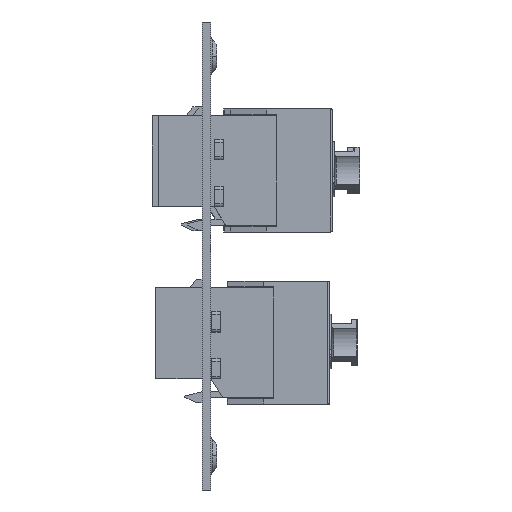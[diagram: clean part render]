
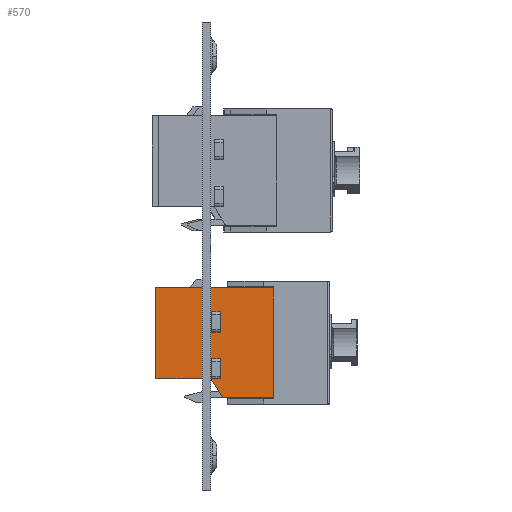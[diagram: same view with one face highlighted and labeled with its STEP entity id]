
A CAD part, left-side view. The second image highlights one B-rep face of the part: STEP entity #570.
In plain terms, the highlighted face is planar.
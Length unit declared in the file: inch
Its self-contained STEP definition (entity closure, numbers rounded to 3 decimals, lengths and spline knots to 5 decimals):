
#206 = DIRECTION ( 'NONE',  ( 0., -1., 0. ) ) ;
#484 = DIRECTION ( 'NONE',  ( 0., 1., 0. ) ) ;
#485 = ORIENTED_EDGE ( 'NONE', *, *, #17039, .F. ) ;
#491 = VERTEX_POINT ( 'NONE', #15002 ) ;
#548 = LINE ( 'NONE', #7915, #15113 ) ;
#570 = ADVANCED_FACE ( 'NONE', ( #6126, #12801, #20464 ), #5526, .F. ) ;
#748 = DIRECTION ( 'NONE',  ( 0., 0., 1. ) ) ;
#769 = VERTEX_POINT ( 'NONE', #9416 ) ;
#1069 = EDGE_CURVE ( 'NONE', #13701, #12756, #13139, .T. ) ;
#1316 = DIRECTION ( 'NONE',  ( 0., 0., -1. ) ) ;
#1337 = CARTESIAN_POINT ( 'NONE',  ( 0.285, 0.442, 0.868 ) ) ;
#1385 = EDGE_CURVE ( 'NONE', #769, #491, #19993, .T. ) ;
#1437 = ORIENTED_EDGE ( 'NONE', *, *, #1069, .F. ) ;
#1494 = EDGE_CURVE ( 'NONE', #9420, #13701, #19723, .T. ) ;
#1539 = CARTESIAN_POINT ( 'NONE',  ( 0.285, -0.149, 0.385 ) ) ;
#2420 = VECTOR ( 'NONE', #1316, 39.37008 ) ;
#3038 = CARTESIAN_POINT ( 'NONE',  ( 0.285, 0.314, 0. ) ) ;
#3101 = EDGE_CURVE ( 'NONE', #21532, #15371, #11717, .T. ) ;
#3102 = ORIENTED_EDGE ( 'NONE', *, *, #13487, .T. ) ;
#3770 = DIRECTION ( 'NONE',  ( 0., 0.848, 0.53 ) ) ;
#3840 = VECTOR ( 'NONE', #748, 39.37008 ) ;
#4217 = CARTESIAN_POINT ( 'NONE',  ( 0.285, 0.314, 0.382 ) ) ;
#4429 = ORIENTED_EDGE ( 'NONE', *, *, #11705, .F. ) ;
#4983 = ORIENTED_EDGE ( 'NONE', *, *, #1385, .F. ) ;
#5149 = CARTESIAN_POINT ( 'NONE',  ( 0.285, -0.01, 0.385 ) ) ;
#5526 = PLANE ( 'NONE',  #16614 ) ;
#6017 = VERTEX_POINT ( 'NONE', #8465 ) ;
#6126 = FACE_BOUND ( 'NONE', #6873, .T. ) ;
#6156 = LINE ( 'NONE', #3038, #16802 ) ;
#6168 = DIRECTION ( 'NONE',  ( 0., 0., 1. ) ) ;
#6393 = VECTOR ( 'NONE', #206, 39.37008 ) ;
#6655 = LINE ( 'NONE', #10384, #6393 ) ;
#6873 = EDGE_LOOP ( 'NONE', ( #13769, #4429, #7728, #15549 ) ) ;
#6938 = EDGE_CURVE ( 'NONE', #18854, #9420, #7254, .T. ) ;
#6945 = CARTESIAN_POINT ( 'NONE',  ( 0.285, -0.01, 0.445 ) ) ;
#7240 = DIRECTION ( 'NONE',  ( -1., 0., 0. ) ) ;
#7254 = LINE ( 'NONE', #17676, #20294 ) ;
#7339 = CARTESIAN_POINT ( 'NONE',  ( 0.285, -0.314, 0.382 ) ) ;
#7475 = LINE ( 'NONE', #15367, #11504 ) ;
#7569 = CARTESIAN_POINT ( 'NONE',  ( 0.285, 0.175, 0.445 ) ) ;
#7728 = ORIENTED_EDGE ( 'NONE', *, *, #8054, .F. ) ;
#7915 = CARTESIAN_POINT ( 'NONE',  ( 0.285, 0.175, 0.385 ) ) ;
#8054 = EDGE_CURVE ( 'NONE', #17880, #9156, #6655, .T. ) ;
#8465 = CARTESIAN_POINT ( 'NONE',  ( 0.285, 0.175, 0.385 ) ) ;
#8582 = VECTOR ( 'NONE', #8668, 39.37008 ) ;
#8668 = DIRECTION ( 'NONE',  ( 0., -1., 0. ) ) ;
#8732 = EDGE_CURVE ( 'NONE', #6017, #13474, #16729, .T. ) ;
#8751 = DIRECTION ( 'NONE',  ( 0., 0., -1. ) ) ;
#8972 = DIRECTION ( 'NONE',  ( 0., -1., 0. ) ) ;
#9017 = DIRECTION ( 'NONE',  ( 0., 1., 0. ) ) ;
#9026 = VECTOR ( 'NONE', #8751, 39.37008 ) ;
#9044 = EDGE_CURVE ( 'NONE', #21532, #18083, #9518, .T. ) ;
#9156 = VERTEX_POINT ( 'NONE', #7569 ) ;
#9416 = CARTESIAN_POINT ( 'NONE',  ( 0.285, 0.314, 0.382 ) ) ;
#9420 = VERTEX_POINT ( 'NONE', #5149 ) ;
#9518 = LINE ( 'NONE', #17139, #21750 ) ;
#10204 = DIRECTION ( 'NONE',  ( 0., 1., 0. ) ) ;
#10362 = ORIENTED_EDGE ( 'NONE', *, *, #6938, .F. ) ;
#10384 = CARTESIAN_POINT ( 'NONE',  ( 0.285, 0.314, 0.445 ) ) ;
#10653 = CARTESIAN_POINT ( 'NONE',  ( 0.285, 0.314, 0.445 ) ) ;
#11013 = DIRECTION ( 'NONE',  ( 0., 0., -1. ) ) ;
#11348 = EDGE_CURVE ( 'NONE', #769, #14926, #16464, .T. ) ;
#11504 = VECTOR ( 'NONE', #13556, 39.37008 ) ;
#11705 = EDGE_CURVE ( 'NONE', #9156, #6017, #548, .T. ) ;
#11717 = LINE ( 'NONE', #7339, #9026 ) ;
#11771 = VECTOR ( 'NONE', #6168, 39.37008 ) ;
#12756 = VERTEX_POINT ( 'NONE', #13752 ) ;
#12801 = FACE_OUTER_BOUND ( 'NONE', #20263, .T. ) ;
#12852 = ORIENTED_EDGE ( 'NONE', *, *, #14060, .T. ) ;
#13139 = LINE ( 'NONE', #6945, #8582 ) ;
#13315 = ORIENTED_EDGE ( 'NONE', *, *, #9044, .F. ) ;
#13474 = VERTEX_POINT ( 'NONE', #14172 ) ;
#13487 = EDGE_CURVE ( 'NONE', #14926, #18083, #13919, .T. ) ;
#13556 = DIRECTION ( 'NONE',  ( 0., 0., 1. ) ) ;
#13633 = DIRECTION ( 'NONE',  ( 0., 1., 0. ) ) ;
#13701 = VERTEX_POINT ( 'NONE', #20357 ) ;
#13752 = CARTESIAN_POINT ( 'NONE',  ( 0.285, -0.149, 0.445 ) ) ;
#13769 = ORIENTED_EDGE ( 'NONE', *, *, #8732, .F. ) ;
#13919 = LINE ( 'NONE', #17659, #3840 ) ;
#14060 = EDGE_CURVE ( 'NONE', #15371, #491, #6156, .T. ) ;
#14089 = VECTOR ( 'NONE', #3770, 39.37008 ) ;
#14172 = CARTESIAN_POINT ( 'NONE',  ( 0.285, 0.314, 0.385 ) ) ;
#14415 = CARTESIAN_POINT ( 'NONE',  ( 0.285, -0.149, 0.385 ) ) ;
#14629 = LINE ( 'NONE', #1539, #2420 ) ;
#14705 = VECTOR ( 'NONE', #11013, 39.37008 ) ;
#14926 = VERTEX_POINT ( 'NONE', #19604 ) ;
#15002 = CARTESIAN_POINT ( 'NONE',  ( 0.285, 0.314, 0. ) ) ;
#15113 = VECTOR ( 'NONE', #18204, 39.37008 ) ;
#15367 = CARTESIAN_POINT ( 'NONE',  ( 0.285, 0.314, 0.385 ) ) ;
#15371 = VERTEX_POINT ( 'NONE', #17610 ) ;
#15419 = CARTESIAN_POINT ( 'NONE',  ( 0.285, 0.314, 0.382 ) ) ;
#15549 = ORIENTED_EDGE ( 'NONE', *, *, #15818, .F. ) ;
#15818 = EDGE_CURVE ( 'NONE', #13474, #17880, #7475, .T. ) ;
#16464 = LINE ( 'NONE', #15419, #14089 ) ;
#16614 = AXIS2_PLACEMENT_3D ( 'NONE', #17320, #7240, #8972 ) ;
#16729 = LINE ( 'NONE', #17229, #21517 ) ;
#16802 = VECTOR ( 'NONE', #10204, 39.37008 ) ;
#17039 = EDGE_CURVE ( 'NONE', #12756, #18854, #14629, .T. ) ;
#17139 = CARTESIAN_POINT ( 'NONE',  ( 0.285, 0.442, 0.868 ) ) ;
#17229 = CARTESIAN_POINT ( 'NONE',  ( 0.285, 0.314, 0.385 ) ) ;
#17320 = CARTESIAN_POINT ( 'NONE',  ( 0.285, 0.314, 0.382 ) ) ;
#17559 = ORIENTED_EDGE ( 'NONE', *, *, #3101, .T. ) ;
#17610 = CARTESIAN_POINT ( 'NONE',  ( 0.285, -0.314, 0. ) ) ;
#17659 = CARTESIAN_POINT ( 'NONE',  ( 0.285, 0.442, 0.722 ) ) ;
#17676 = CARTESIAN_POINT ( 'NONE',  ( 0.285, -0.01, 0.385 ) ) ;
#17880 = VERTEX_POINT ( 'NONE', #10653 ) ;
#18083 = VERTEX_POINT ( 'NONE', #1337 ) ;
#18204 = DIRECTION ( 'NONE',  ( 0., 0., -1. ) ) ;
#18854 = VERTEX_POINT ( 'NONE', #14415 ) ;
#19034 = ORIENTED_EDGE ( 'NONE', *, *, #1494, .F. ) ;
#19604 = CARTESIAN_POINT ( 'NONE',  ( 0.285, 0.442, 0.462 ) ) ;
#19642 = ORIENTED_EDGE ( 'NONE', *, *, #11348, .T. ) ;
#19723 = LINE ( 'NONE', #21326, #11771 ) ;
#19993 = LINE ( 'NONE', #4217, #14705 ) ;
#20263 = EDGE_LOOP ( 'NONE', ( #12852, #4983, #19642, #3102, #13315, #17559 ) ) ;
#20290 = CARTESIAN_POINT ( 'NONE',  ( 0.285, -0.314, 0.868 ) ) ;
#20294 = VECTOR ( 'NONE', #9017, 39.37008 ) ;
#20357 = CARTESIAN_POINT ( 'NONE',  ( 0.285, -0.01, 0.445 ) ) ;
#20464 = FACE_BOUND ( 'NONE', #20519, .T. ) ;
#20519 = EDGE_LOOP ( 'NONE', ( #10362, #485, #1437, #19034 ) ) ;
#21326 = CARTESIAN_POINT ( 'NONE',  ( 0.285, -0.01, 0.385 ) ) ;
#21517 = VECTOR ( 'NONE', #484, 39.37008 ) ;
#21532 = VERTEX_POINT ( 'NONE', #20290 ) ;
#21750 = VECTOR ( 'NONE', #13633, 39.37008 ) ;
